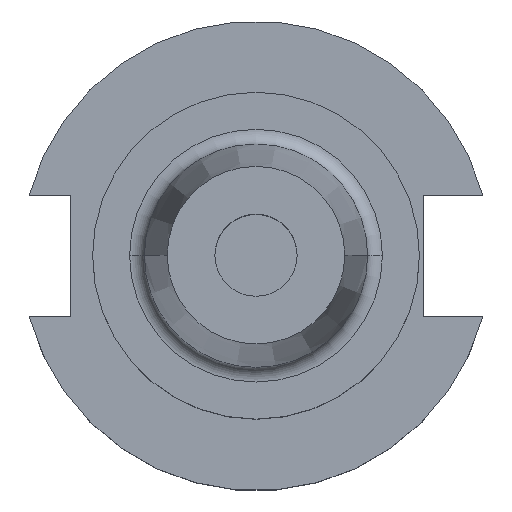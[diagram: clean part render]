
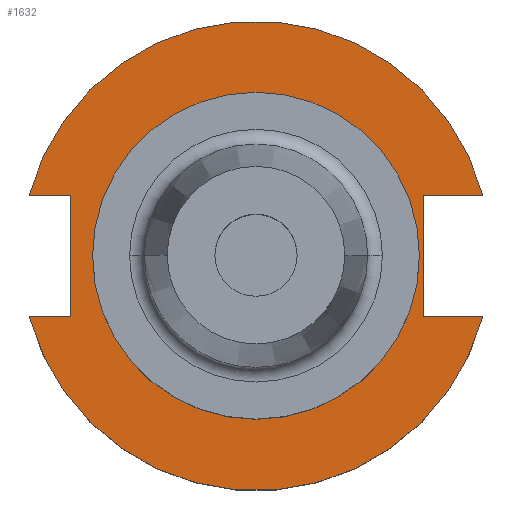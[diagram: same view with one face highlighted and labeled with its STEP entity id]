
A CAD part, top view. The second image highlights one B-rep face of the part: STEP entity #1632.
In plain terms, the highlighted planar face has unit normal (0, 0, 1).
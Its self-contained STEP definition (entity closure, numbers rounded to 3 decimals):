
#44 = FACE_OUTER_BOUND ( 'NONE', #941, .T. ) ;
#57 = CARTESIAN_POINT ( 'NONE',  ( 22.606, 22.1, 19.05 ) ) ;
#91 = CARTESIAN_POINT ( 'NONE',  ( -25.091, 8.191, 19.05 ) ) ;
#113 = VERTEX_POINT ( 'NONE', #602 ) ;
#116 = DIRECTION ( 'NONE',  ( 1., 0., 0. ) ) ;
#128 = VERTEX_POINT ( 'NONE', #246 ) ;
#130 = CARTESIAN_POINT ( 'NONE',  ( 30.675, -8.191, 19.05 ) ) ;
#137 = VERTEX_POINT ( 'NONE', #792 ) ;
#170 = VERTEX_POINT ( 'NONE', #453 ) ;
#229 = AXIS2_PLACEMENT_3D ( 'NONE', #1276, #435, #1022 ) ;
#246 = CARTESIAN_POINT ( 'NONE',  ( 30.675, 8.191, 19.05 ) ) ;
#257 = AXIS2_PLACEMENT_3D ( 'NONE', #1125, #1250, #1378 ) ;
#267 = DIRECTION ( 'NONE',  ( 0., 0., 1. ) ) ;
#273 = CARTESIAN_POINT ( 'NONE',  ( 0., -8.191, 19.05 ) ) ;
#276 = CARTESIAN_POINT ( 'NONE',  ( 22.606, 8.191, 19.05 ) ) ;
#281 = DIRECTION ( 'NONE',  ( -1., 0., 0. ) ) ;
#285 = EDGE_CURVE ( 'NONE', #1224, #640, #1440, .T. ) ;
#303 = FACE_BOUND ( 'NONE', #932, .T. ) ;
#331 = EDGE_CURVE ( 'NONE', #1241, #113, #405, .T. ) ;
#350 = DIRECTION ( 'NONE',  ( 0., -1., 0. ) ) ;
#381 = VECTOR ( 'NONE', #394, 1000. ) ;
#382 = CIRCLE ( 'NONE', #229, 22.1 ) ;
#388 = VERTEX_POINT ( 'NONE', #1204 ) ;
#394 = DIRECTION ( 'NONE',  ( 1., 0., 0. ) ) ;
#405 = LINE ( 'NONE', #1034, #1347 ) ;
#430 = DIRECTION ( 'NONE',  ( 1., 0., 0. ) ) ;
#434 = ORIENTED_EDGE ( 'NONE', *, *, #1322, .T. ) ;
#435 = DIRECTION ( 'NONE',  ( 0., 0., 1. ) ) ;
#452 = LINE ( 'NONE', #91, #1415 ) ;
#453 = CARTESIAN_POINT ( 'NONE',  ( -25.091, -8.191, 19.05 ) ) ;
#454 = CARTESIAN_POINT ( 'NONE',  ( 0., 0., 19.05 ) ) ;
#462 = ORIENTED_EDGE ( 'NONE', *, *, #331, .T. ) ;
#477 = CARTESIAN_POINT ( 'NONE',  ( 0., 0., 19.05 ) ) ;
#507 = PLANE ( 'NONE',  #257 ) ;
#516 = CIRCLE ( 'NONE', #1225, 31.75 ) ;
#522 = ORIENTED_EDGE ( 'NONE', *, *, #1280, .T. ) ;
#553 = CIRCLE ( 'NONE', #1057, 31.75 ) ;
#602 = CARTESIAN_POINT ( 'NONE',  ( -25.091, 8.191, 19.05 ) ) ;
#621 = ORIENTED_EDGE ( 'NONE', *, *, #1514, .F. ) ;
#627 = LINE ( 'NONE', #803, #1291 ) ;
#640 = VERTEX_POINT ( 'NONE', #276 ) ;
#661 = ORIENTED_EDGE ( 'NONE', *, *, #1138, .F. ) ;
#686 = EDGE_CURVE ( 'NONE', #128, #640, #905, .T. ) ;
#691 = DIRECTION ( 'NONE',  ( 0., 0., 1. ) ) ;
#792 = CARTESIAN_POINT ( 'NONE',  ( -30.675, -8.191, 19.05 ) ) ;
#795 = ORIENTED_EDGE ( 'NONE', *, *, #1571, .F. ) ;
#797 = DIRECTION ( 'NONE',  ( 1., 0., 0. ) ) ;
#803 = CARTESIAN_POINT ( 'NONE',  ( -61.091, -8.191, 19.05 ) ) ;
#826 = DIRECTION ( 'NONE',  ( 1., 0., 0. ) ) ;
#854 = DIRECTION ( 'NONE',  ( 0., 0., 1. ) ) ;
#893 = DIRECTION ( 'NONE',  ( 1., 0., 0. ) ) ;
#905 = LINE ( 'NONE', #1004, #933 ) ;
#906 = VERTEX_POINT ( 'NONE', #130 ) ;
#932 = EDGE_LOOP ( 'NONE', ( #934, #621 ) ) ;
#933 = VECTOR ( 'NONE', #281, 1000. ) ;
#934 = ORIENTED_EDGE ( 'NONE', *, *, #1189, .F. ) ;
#941 = EDGE_LOOP ( 'NONE', ( #1381, #661, #434, #795, #1485, #1289, #522, #462 ) ) ;
#1002 = CARTESIAN_POINT ( 'NONE',  ( 0., 0., 19.05 ) ) ;
#1004 = CARTESIAN_POINT ( 'NONE',  ( 0., 8.191, 19.05 ) ) ;
#1022 = DIRECTION ( 'NONE',  ( 1., 0., 0. ) ) ;
#1032 = LINE ( 'NONE', #273, #381 ) ;
#1034 = CARTESIAN_POINT ( 'NONE',  ( -61.091, 8.191, 19.05 ) ) ;
#1057 = AXIS2_PLACEMENT_3D ( 'NONE', #477, #854, #116 ) ;
#1060 = VERTEX_POINT ( 'NONE', #1102 ) ;
#1069 = CIRCLE ( 'NONE', #1197, 22.1 ) ;
#1074 = EDGE_CURVE ( 'NONE', #113, #170, #452, .T. ) ;
#1102 = CARTESIAN_POINT ( 'NONE',  ( -22.1, 0., 19.05 ) ) ;
#1125 = CARTESIAN_POINT ( 'NONE',  ( 0., 22.1, 19.05 ) ) ;
#1138 = EDGE_CURVE ( 'NONE', #137, #170, #627, .T. ) ;
#1189 = EDGE_CURVE ( 'NONE', #388, #1060, #382, .T. ) ;
#1197 = AXIS2_PLACEMENT_3D ( 'NONE', #1002, #267, #893 ) ;
#1204 = CARTESIAN_POINT ( 'NONE',  ( 22.1, 0., 19.05 ) ) ;
#1224 = VERTEX_POINT ( 'NONE', #1544 ) ;
#1225 = AXIS2_PLACEMENT_3D ( 'NONE', #454, #691, #826 ) ;
#1241 = VERTEX_POINT ( 'NONE', #1342 ) ;
#1250 = DIRECTION ( 'NONE',  ( 0., 0., -1. ) ) ;
#1276 = CARTESIAN_POINT ( 'NONE',  ( 0., 0., 19.05 ) ) ;
#1280 = EDGE_CURVE ( 'NONE', #128, #1241, #553, .T. ) ;
#1289 = ORIENTED_EDGE ( 'NONE', *, *, #686, .F. ) ;
#1291 = VECTOR ( 'NONE', #797, 1000. ) ;
#1322 = EDGE_CURVE ( 'NONE', #137, #906, #516, .T. ) ;
#1342 = CARTESIAN_POINT ( 'NONE',  ( -30.675, 8.191, 19.05 ) ) ;
#1347 = VECTOR ( 'NONE', #430, 1000. ) ;
#1378 = DIRECTION ( 'NONE',  ( -1., 0., 0. ) ) ;
#1381 = ORIENTED_EDGE ( 'NONE', *, *, #1074, .T. ) ;
#1392 = VECTOR ( 'NONE', #1560, 1000. ) ;
#1415 = VECTOR ( 'NONE', #350, 1000. ) ;
#1440 = LINE ( 'NONE', #57, #1392 ) ;
#1485 = ORIENTED_EDGE ( 'NONE', *, *, #285, .T. ) ;
#1514 = EDGE_CURVE ( 'NONE', #1060, #388, #1069, .T. ) ;
#1544 = CARTESIAN_POINT ( 'NONE',  ( 22.606, -8.191, 19.05 ) ) ;
#1560 = DIRECTION ( 'NONE',  ( 0., 1., 0. ) ) ;
#1571 = EDGE_CURVE ( 'NONE', #1224, #906, #1032, .T. ) ;
#1632 = ADVANCED_FACE ( 'NONE', ( #303, #44 ), #507, .F. ) ;
